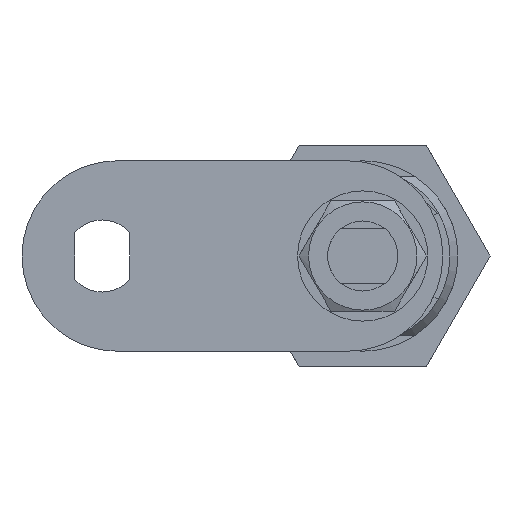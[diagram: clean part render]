
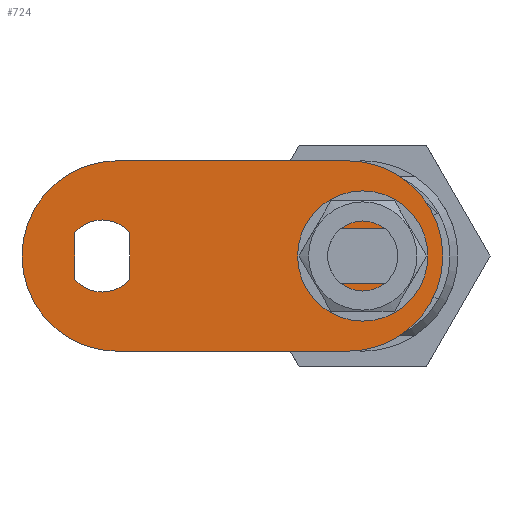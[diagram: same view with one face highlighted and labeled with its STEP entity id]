
A CAD part, left-side view. The second image highlights one B-rep face of the part: STEP entity #724.
In plain terms, the highlighted face is planar.
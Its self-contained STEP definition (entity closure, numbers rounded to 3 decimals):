
#274 = EDGE_CURVE ( 'NONE', #4661, #4007, #3933, .T. ) ;
#698 = EDGE_CURVE ( 'NONE', #4626, #4175, #3938, .T. ) ;
#699 = EDGE_CURVE ( 'NONE', #4175, #4616, #3763, .T. ) ;
#700 = EDGE_CURVE ( 'NONE', #4649, #4626, #3766, .T. ) ;
#724 = ADVANCED_FACE ( 'NONE', ( #1041, #1045, #1047 ), #3850, .T. ) ;
#735 = EDGE_CURVE ( 'NONE', #4618, #4661, #3890, .T. ) ;
#736 = EDGE_CURVE ( 'NONE', #4572, #4618, #3941, .T. ) ;
#799 = AXIS2_PLACEMENT_3D ( 'NONE', #3642, #3649, #3650 ) ;
#947 = AXIS2_PLACEMENT_3D ( 'NONE', #3756, #3760, #3761 ) ;
#950 = VECTOR ( 'NONE', #3765, 1000. ) ;
#952 = VECTOR ( 'NONE', #3768, 1000. ) ;
#1021 = AXIS2_PLACEMENT_3D ( 'NONE', #3886, #3893, #3894 ) ;
#1041 = FACE_BOUND ( 'NONE', #2893, .T. ) ;
#1045 = FACE_OUTER_BOUND ( 'NONE', #2891, .T. ) ;
#1047 = FACE_BOUND ( 'NONE', #2890, .T. ) ;
#1049 = AXIS2_PLACEMENT_3D ( 'NONE', #3851, #3852, #3853 ) ;
#1059 = VECTOR ( 'NONE', #3892, 1000. ) ;
#1097 = AXIS2_PLACEMENT_3D ( 'NONE', #1765, #1766, #1767 ) ;
#1102 = AXIS2_PLACEMENT_3D ( 'NONE', #1768, #1769, #1770 ) ;
#1103 = AXIS2_PLACEMENT_3D ( 'NONE', #1762, #1763, #1764 ) ;
#1107 = AXIS2_PLACEMENT_3D ( 'NONE', #1756, #1760, #1761 ) ;
#1108 = VECTOR ( 'NONE', #1759, 1000. ) ;
#1109 = VECTOR ( 'NONE', #1774, 1000. ) ;
#1110 = VECTOR ( 'NONE', #1777, 1000. ) ;
#1546 = EDGE_CURVE ( 'NONE', #4653, #4037, #1757, .T. ) ;
#1547 = EDGE_CURVE ( 'NONE', #4616, #4649, #3958, .T. ) ;
#1548 = EDGE_CURVE ( 'NONE', #4652, #4653, #3959, .T. ) ;
#1549 = EDGE_CURVE ( 'NONE', #4037, #4617, #3960, .T. ) ;
#1550 = EDGE_CURVE ( 'NONE', #4007, #4627, #3961, .T. ) ;
#1551 = EDGE_CURVE ( 'NONE', #4617, #4652, #1772, .T. ) ;
#1552 = EDGE_CURVE ( 'NONE', #4627, #4572, #1775, .T. ) ;
#1756 = CARTESIAN_POINT ( 'NONE',  ( 0., 0., 1.15 ) ) ;
#1757 = LINE ( 'NONE', #1758, #1108 ) ;
#1758 = CARTESIAN_POINT ( 'NONE',  ( 9.5, 1.5, 1.15 ) ) ;
#1759 = DIRECTION ( 'NONE',  ( 0., 1., 0. ) ) ;
#1760 = DIRECTION ( 'NONE',  ( 0., 0., 1. ) ) ;
#1761 = DIRECTION ( 'NONE',  ( 1., 0., 0. ) ) ;
#1762 = CARTESIAN_POINT ( 'NONE',  ( 0., 1.5, 1.15 ) ) ;
#1763 = DIRECTION ( 'NONE',  ( 0., 0., 1. ) ) ;
#1764 = DIRECTION ( 'NONE',  ( 1., 0., 0. ) ) ;
#1765 = CARTESIAN_POINT ( 'NONE',  ( 0., 24.5, 1.15 ) ) ;
#1766 = DIRECTION ( 'NONE',  ( 0., 0., 1. ) ) ;
#1767 = DIRECTION ( 'NONE',  ( -1., 0., 0. ) ) ;
#1768 = CARTESIAN_POINT ( 'NONE',  ( 0., 26., 1.15 ) ) ;
#1769 = DIRECTION ( 'NONE',  ( 0., 0., 1. ) ) ;
#1770 = DIRECTION ( 'NONE',  ( 1., 0., 0. ) ) ;
#1772 = LINE ( 'NONE', #1773, #1109 ) ;
#1773 = CARTESIAN_POINT ( 'NONE',  ( -9.5, 1.5, 1.15 ) ) ;
#1774 = DIRECTION ( 'NONE',  ( 0., -1., 0. ) ) ;
#1775 = LINE ( 'NONE', #1776, #1110 ) ;
#1776 = CARTESIAN_POINT ( 'NONE',  ( -2.323, 23.25, 1.15 ) ) ;
#1777 = DIRECTION ( 'NONE',  ( 1., 0., 0. ) ) ;
#2091 = CARTESIAN_POINT ( 'NONE',  ( -2.75, 2.323, 1.15 ) ) ;
#2502 = CARTESIAN_POINT ( 'NONE',  ( 2.323, 23.25, 1.15 ) ) ;
#2546 = CARTESIAN_POINT ( 'NONE',  ( -2.75, -2.323, 1.15 ) ) ;
#2547 = CARTESIAN_POINT ( 'NONE',  ( -9.5, 24.5, 1.15 ) ) ;
#2548 = CARTESIAN_POINT ( 'NONE',  ( 2.323, 28.75, 1.15 ) ) ;
#2556 = CARTESIAN_POINT ( 'NONE',  ( 2.75, 2.323, 1.15 ) ) ;
#2557 = CARTESIAN_POINT ( 'NONE',  ( -2.323, 23.25, 1.15 ) ) ;
#2579 = CARTESIAN_POINT ( 'NONE',  ( 2.75, -2.323, 1.15 ) ) ;
#2582 = CARTESIAN_POINT ( 'NONE',  ( -9.5, 1.5, 1.15 ) ) ;
#2583 = CARTESIAN_POINT ( 'NONE',  ( 9.5, 1.5, 1.15 ) ) ;
#2591 = CARTESIAN_POINT ( 'NONE',  ( -2.323, 28.75, 1.15 ) ) ;
#2599 = CARTESIAN_POINT ( 'NONE',  ( 9.5, 24.5, 1.15 ) ) ;
#2602 = CARTESIAN_POINT ( 'NONE',  ( -3.6, 26., 1.15 ) ) ;
#2890 = EDGE_LOOP ( 'NONE', ( #3061, #4197, #4253, #4196, #4213 ) ) ;
#2891 = EDGE_LOOP ( 'NONE', ( #3057, #3059, #3058, #3060 ) ) ;
#2893 = EDGE_LOOP ( 'NONE', ( #2959, #2961, #2960, #2962 ) ) ;
#2959 = ORIENTED_EDGE ( 'NONE', *, *, #699, .F. ) ;
#2960 = ORIENTED_EDGE ( 'NONE', *, *, #700, .F. ) ;
#2961 = ORIENTED_EDGE ( 'NONE', *, *, #698, .F. ) ;
#2962 = ORIENTED_EDGE ( 'NONE', *, *, #1547, .F. ) ;
#3057 = ORIENTED_EDGE ( 'NONE', *, *, #1548, .T. ) ;
#3058 = ORIENTED_EDGE ( 'NONE', *, *, #1549, .T. ) ;
#3059 = ORIENTED_EDGE ( 'NONE', *, *, #1546, .T. ) ;
#3060 = ORIENTED_EDGE ( 'NONE', *, *, #1551, .T. ) ;
#3061 = ORIENTED_EDGE ( 'NONE', *, *, #1552, .F. ) ;
#3642 = CARTESIAN_POINT ( 'NONE',  ( 0., 26., 1.15 ) ) ;
#3649 = DIRECTION ( 'NONE',  ( 0., 0., 1. ) ) ;
#3650 = DIRECTION ( 'NONE',  ( 1., 0., 0. ) ) ;
#3756 = CARTESIAN_POINT ( 'NONE',  ( 0., 0., 1.15 ) ) ;
#3760 = DIRECTION ( 'NONE',  ( 0., 0., 1. ) ) ;
#3761 = DIRECTION ( 'NONE',  ( 1., 0., 0. ) ) ;
#3763 = LINE ( 'NONE', #3764, #950 ) ;
#3764 = CARTESIAN_POINT ( 'NONE',  ( -2.75, 2.323, 1.15 ) ) ;
#3765 = DIRECTION ( 'NONE',  ( 0., -1., 0. ) ) ;
#3766 = LINE ( 'NONE', #3767, #952 ) ;
#3767 = CARTESIAN_POINT ( 'NONE',  ( 2.75, 2.323, 1.15 ) ) ;
#3768 = DIRECTION ( 'NONE',  ( 0., 1., 0. ) ) ;
#3850 = PLANE ( 'NONE',  #1049 ) ;
#3851 = CARTESIAN_POINT ( 'NONE',  ( 0., 1.5, 1.15 ) ) ;
#3852 = DIRECTION ( 'NONE',  ( 0., 0., 1. ) ) ;
#3853 = DIRECTION ( 'NONE',  ( 1., 0., 0. ) ) ;
#3886 = CARTESIAN_POINT ( 'NONE',  ( 0., 26., 1.15 ) ) ;
#3890 = LINE ( 'NONE', #3891, #1059 ) ;
#3891 = CARTESIAN_POINT ( 'NONE',  ( -2.323, 28.75, 1.15 ) ) ;
#3892 = DIRECTION ( 'NONE',  ( -1., 0., 0. ) ) ;
#3893 = DIRECTION ( 'NONE',  ( 0., 0., 1. ) ) ;
#3894 = DIRECTION ( 'NONE',  ( 1., 0., 0. ) ) ;
#3933 = CIRCLE ( 'NONE', #799, 3.6 ) ;
#3938 = CIRCLE ( 'NONE', #947, 3.6 ) ;
#3941 = CIRCLE ( 'NONE', #1021, 3.6 ) ;
#3958 = CIRCLE ( 'NONE', #1107, 3.6 ) ;
#3959 = CIRCLE ( 'NONE', #1103, 9.5 ) ;
#3960 = CIRCLE ( 'NONE', #1097, 9.5 ) ;
#3961 = CIRCLE ( 'NONE', #1102, 3.6 ) ;
#4007 = VERTEX_POINT ( 'NONE', #2602 ) ;
#4037 = VERTEX_POINT ( 'NONE', #2599 ) ;
#4175 = VERTEX_POINT ( 'NONE', #2091 ) ;
#4196 = ORIENTED_EDGE ( 'NONE', *, *, #735, .F. ) ;
#4197 = ORIENTED_EDGE ( 'NONE', *, *, #1550, .F. ) ;
#4213 = ORIENTED_EDGE ( 'NONE', *, *, #736, .F. ) ;
#4253 = ORIENTED_EDGE ( 'NONE', *, *, #274, .F. ) ;
#4572 = VERTEX_POINT ( 'NONE', #2502 ) ;
#4616 = VERTEX_POINT ( 'NONE', #2546 ) ;
#4617 = VERTEX_POINT ( 'NONE', #2547 ) ;
#4618 = VERTEX_POINT ( 'NONE', #2548 ) ;
#4626 = VERTEX_POINT ( 'NONE', #2556 ) ;
#4627 = VERTEX_POINT ( 'NONE', #2557 ) ;
#4649 = VERTEX_POINT ( 'NONE', #2579 ) ;
#4652 = VERTEX_POINT ( 'NONE', #2582 ) ;
#4653 = VERTEX_POINT ( 'NONE', #2583 ) ;
#4661 = VERTEX_POINT ( 'NONE', #2591 ) ;
